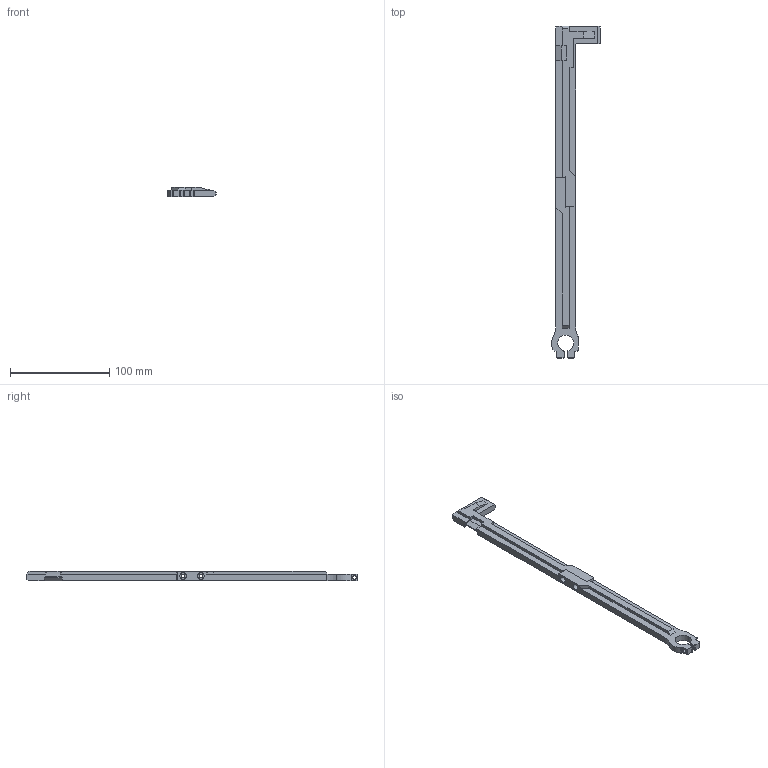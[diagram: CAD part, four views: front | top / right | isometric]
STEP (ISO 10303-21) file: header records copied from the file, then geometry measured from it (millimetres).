
FILE_DESCRIPTION (( 'STEP AP203' ), '1' );
FILE_NAME ('Ejection arm.STEP', '2022-06-12T13:33:02', ( '' ), ( '' ), 'SwSTEP 2.0', 'SolidWorks 2020', '' );
FILE_SCHEMA (( 'CONFIG_CONTROL_DESIGN' ));
Length unit declared in the file: millimetre
Products named in the file (1): Ejection arm
Bounding box: 49.14 x 335 x 9.5 mm (x, y, z)
Volume: 52446.7 mm3; surface area: 22642.4 mm2
Topology: 2 solids, 2 shells, 131 faces, 370 edges, 244 vertices
Faces by surface type: cylinder 63, plane 62, cone 6
Entity records: 4376 total; most frequent: CARTESIAN_POINT 786, DIRECTION 750, ORIENTED_EDGE 740, EDGE_CURVE 370, AXIS2_PLACEMENT_3D 258, VERTEX_POINT 244, VECTOR 234, LINE 234
